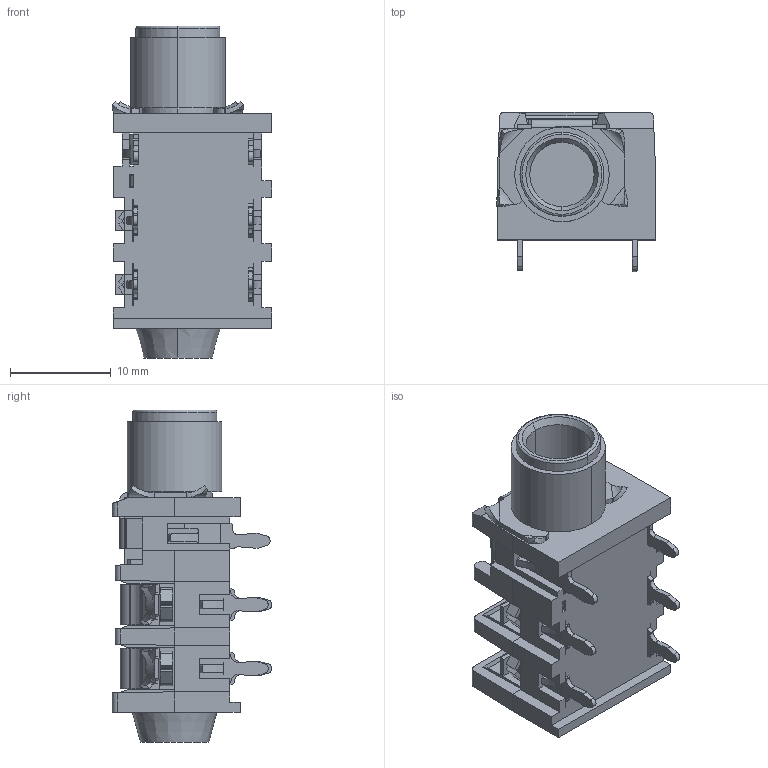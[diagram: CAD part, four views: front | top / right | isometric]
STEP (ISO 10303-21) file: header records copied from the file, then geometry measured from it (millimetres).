
FILE_DESCRIPTION (( 'STEP AP214' ), '1' );
FILE_NAME ('NRJ6HM-1-PRE.STEP', '2023-08-04T11:44:04', ( '' ), ( '' ), 'SwSTEP 2.0', 'SolidWorks 2021', '' );
FILE_SCHEMA (( 'AUTOMOTIVE_DESIGN' ));
Length unit declared in the file: millimetre
Products named in the file (2): NRJ6HM-1-PRE; NRJ6HM-1-PRE_NRJ6HM-1-PRE
Assembly tree (1 placements, depth 2):
  NRJ6HM-1-PRE
    NRJ6HM-1-PRE_NRJ6HM-1-PRE
Bounding box: 15.85 x 15.85 x 33 mm (x, y, z)
Volume: 3397.2 mm3; surface area: 3265.7 mm2
Topology: 4 solids, 4 shells, 595 faces, 1648 edges, 1060 vertices
Faces by surface type: plane 409, cylinder 142, bspline 30, cone 9, torus 5
Entity records: 23126 total; most frequent: CARTESIAN_POINT 5140, ORIENTED_EDGE 3296, DIRECTION 2858, EDGE_CURVE 1648, VECTOR 1276, LINE 1276, VERTEX_POINT 1060, AXIS2_PLACEMENT_3D 791
